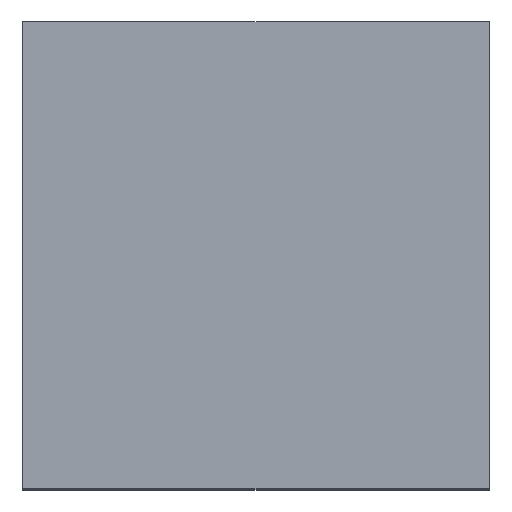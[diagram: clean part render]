
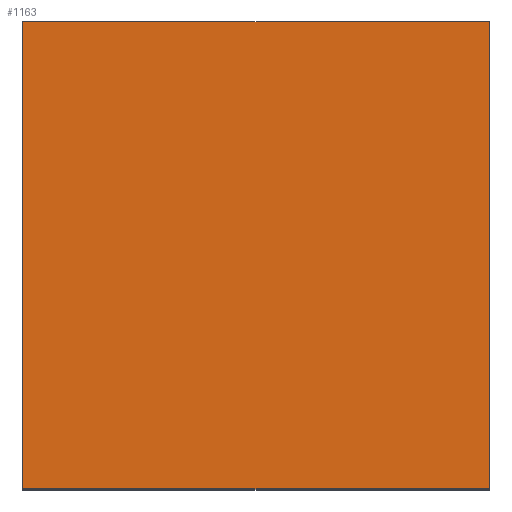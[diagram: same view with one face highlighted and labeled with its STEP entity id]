
A CAD part, top view. The second image highlights one B-rep face of the part: STEP entity #1163.
In plain terms, the highlighted planar face has unit normal (0, 0, 1).
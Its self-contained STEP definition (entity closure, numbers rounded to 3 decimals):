
#45=FACE_OUTER_BOUND('',#123,.T.);
#123=EDGE_LOOP('',(#791,#792,#793,#794));
#207=LINE('',#1683,#363);
#208=LINE('',#1685,#364);
#209=LINE('',#1687,#365);
#210=LINE('',#1688,#366);
#363=VECTOR('',#1367,10.);
#364=VECTOR('',#1368,10.);
#365=VECTOR('',#1369,10.);
#366=VECTOR('',#1370,10.);
#515=VERTEX_POINT('',#1681);
#516=VERTEX_POINT('',#1682);
#517=VERTEX_POINT('',#1684);
#518=VERTEX_POINT('',#1686);
#623=EDGE_CURVE('',#515,#516,#207,.T.);
#624=EDGE_CURVE('',#516,#517,#208,.T.);
#625=EDGE_CURVE('',#517,#518,#209,.T.);
#626=EDGE_CURVE('',#518,#515,#210,.T.);
#791=ORIENTED_EDGE('',*,*,#623,.T.);
#792=ORIENTED_EDGE('',*,*,#624,.T.);
#793=ORIENTED_EDGE('',*,*,#625,.T.);
#794=ORIENTED_EDGE('',*,*,#626,.T.);
#1085=PLANE('',#1267);
#1163=ADVANCED_FACE('',(#45),#1085,.T.);
#1267=AXIS2_PLACEMENT_3D('',#1680,#1365,#1366);
#1365=DIRECTION('center_axis',(0.,0.,1.));
#1366=DIRECTION('ref_axis',(1.,0.,0.));
#1367=DIRECTION('',(0.,1.,0.));
#1368=DIRECTION('',(-1.,0.,0.));
#1369=DIRECTION('',(0.,-1.,0.));
#1370=DIRECTION('',(1.,0.,0.));
#1680=CARTESIAN_POINT('Origin',(15.,15.,45.));
#1681=CARTESIAN_POINT('',(35.,-5.,45.));
#1682=CARTESIAN_POINT('',(35.,35.,45.));
#1683=CARTESIAN_POINT('',(35.,15.,45.));
#1684=CARTESIAN_POINT('',(-5.,35.,45.));
#1685=CARTESIAN_POINT('',(15.,35.,45.));
#1686=CARTESIAN_POINT('',(-5.,-5.,45.));
#1687=CARTESIAN_POINT('',(-5.,15.,45.));
#1688=CARTESIAN_POINT('',(15.,-5.,45.));
